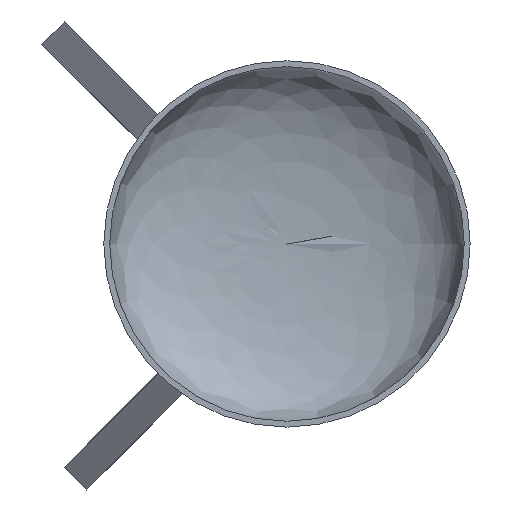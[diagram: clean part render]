
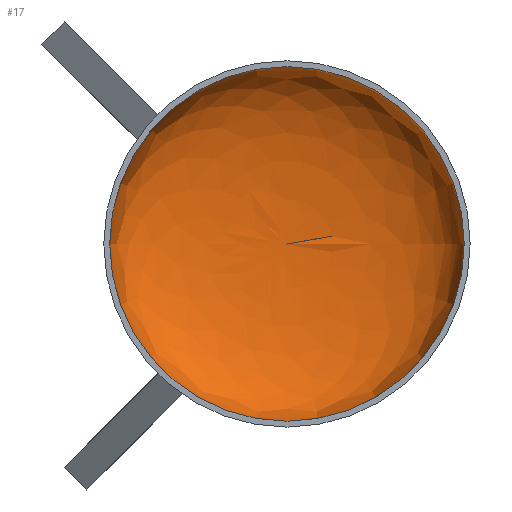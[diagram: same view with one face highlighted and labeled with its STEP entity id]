
A CAD part, top view. The second image highlights one B-rep face of the part: STEP entity #17.
In plain terms, the highlighted face is a revolution surface.
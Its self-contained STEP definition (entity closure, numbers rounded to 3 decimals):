
#17 = ADVANCED_FACE('',(#18),#32,.T.);
#18 = FACE_BOUND('',#19,.T.);
#19 = EDGE_LOOP('',(#20,#53,#80));
#20 = ORIENTED_EDGE('',*,*,#21,.T.);
#21 = EDGE_CURVE('',#22,#24,#26,.T.);
#22 = VERTEX_POINT('',#23);
#23 = CARTESIAN_POINT('',(0.,0.,1.501));
#24 = VERTEX_POINT('',#25);
#25 = CARTESIAN_POINT('',(45.,0.,20.));
#26 = SEAM_CURVE('',#27,(#31,#46),.PCURVE_S1.);
#27 = B_SPLINE_CURVE_WITH_KNOTS('',2,(#28,#29,#30),.UNSPECIFIED.,.F.,.F.
  ,(3,3),(0.,1.),.PIECEWISE_BEZIER_KNOTS.);
#28 = CARTESIAN_POINT('',(0.,0.,1.501));
#29 = CARTESIAN_POINT('',(45.,0.,1.5));
#30 = CARTESIAN_POINT('',(45.,0.,20.));
#31 = PCURVE('',#32,#40);
#32 = SURFACE_OF_REVOLUTION('',#33,#37);
#33 = B_SPLINE_CURVE_WITH_KNOTS('',2,(#34,#35,#36),.UNSPECIFIED.,.F.,.F.
  ,(3,3),(0.,1.),.PIECEWISE_BEZIER_KNOTS.);
#34 = CARTESIAN_POINT('',(0.,0.,1.501));
#35 = CARTESIAN_POINT('',(45.,0.,1.5));
#36 = CARTESIAN_POINT('',(45.,0.,20.));
#37 = AXIS1_PLACEMENT('',#38,#39);
#38 = CARTESIAN_POINT('',(0.,0.,0.));
#39 = DIRECTION('',(0.,0.,-1.));
#40 = DEFINITIONAL_REPRESENTATION('',(#41),#45);
#41 = LINE('',#42,#43);
#42 = CARTESIAN_POINT('',(0.,0.));
#43 = VECTOR('',#44,1.);
#44 = DIRECTION('',(0.,1.));
#45 = ( GEOMETRIC_REPRESENTATION_CONTEXT(2) 
PARAMETRIC_REPRESENTATION_CONTEXT() REPRESENTATION_CONTEXT('2D SPACE',''
  ) );
#46 = PCURVE('',#32,#47);
#47 = DEFINITIONAL_REPRESENTATION('',(#48),#52);
#48 = LINE('',#49,#50);
#49 = CARTESIAN_POINT('',(6.283,0.));
#50 = VECTOR('',#51,1.);
#51 = DIRECTION('',(0.,1.));
#52 = ( GEOMETRIC_REPRESENTATION_CONTEXT(2) 
PARAMETRIC_REPRESENTATION_CONTEXT() REPRESENTATION_CONTEXT('2D SPACE',''
  ) );
#53 = ORIENTED_EDGE('',*,*,#54,.F.);
#54 = EDGE_CURVE('',#24,#24,#55,.T.);
#55 = SURFACE_CURVE('',#56,(#61,#68),.PCURVE_S1.);
#56 = CIRCLE('',#57,45.);
#57 = AXIS2_PLACEMENT_3D('',#58,#59,#60);
#58 = CARTESIAN_POINT('',(0.,0.,20.));
#59 = DIRECTION('',(0.,0.,-1.));
#60 = DIRECTION('',(1.,0.,0.));
#61 = PCURVE('',#32,#62);
#62 = DEFINITIONAL_REPRESENTATION('',(#63),#67);
#63 = LINE('',#64,#65);
#64 = CARTESIAN_POINT('',(0.,1.));
#65 = VECTOR('',#66,1.);
#66 = DIRECTION('',(1.,0.));
#67 = ( GEOMETRIC_REPRESENTATION_CONTEXT(2) 
PARAMETRIC_REPRESENTATION_CONTEXT() REPRESENTATION_CONTEXT('2D SPACE',''
  ) );
#68 = PCURVE('',#69,#74);
#69 = PLANE('',#70);
#70 = AXIS2_PLACEMENT_3D('',#71,#72,#73);
#71 = CARTESIAN_POINT('',(0.,0.,20.));
#72 = DIRECTION('',(0.,0.,-1.));
#73 = DIRECTION('',(1.,0.,0.));
#74 = DEFINITIONAL_REPRESENTATION('',(#75),#79);
#75 = CIRCLE('',#76,45.);
#76 = AXIS2_PLACEMENT_2D('',#77,#78);
#77 = CARTESIAN_POINT('',(0.,0.));
#78 = DIRECTION('',(1.,-0.));
#79 = ( GEOMETRIC_REPRESENTATION_CONTEXT(2) 
PARAMETRIC_REPRESENTATION_CONTEXT() REPRESENTATION_CONTEXT('2D SPACE',''
  ) );
#80 = ORIENTED_EDGE('',*,*,#21,.F.);
